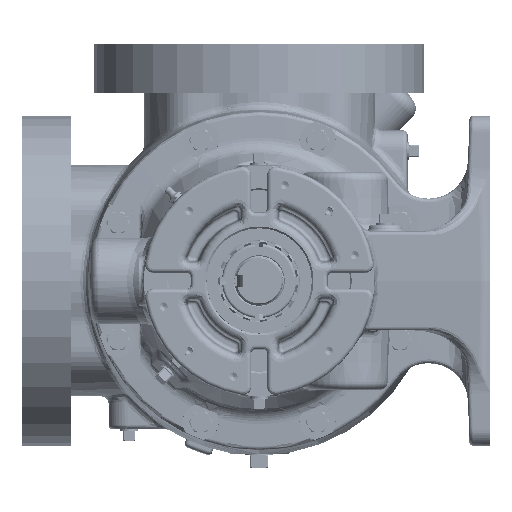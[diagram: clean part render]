
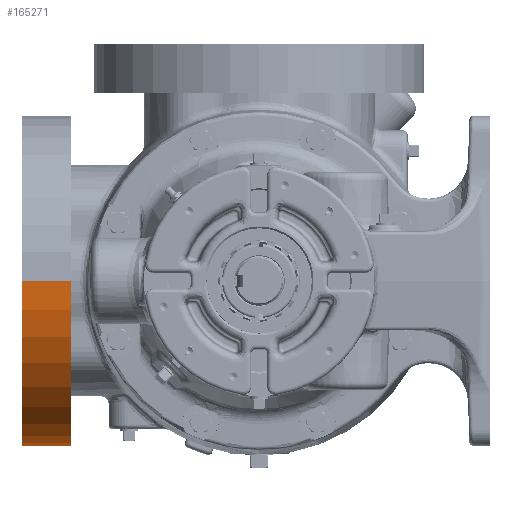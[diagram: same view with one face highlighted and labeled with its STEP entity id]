
A CAD part, left-side view. The second image highlights one B-rep face of the part: STEP entity #165271.
In plain terms, the highlighted cylindrical face has radius 127 mm (diameter 254 mm), a partial arc.
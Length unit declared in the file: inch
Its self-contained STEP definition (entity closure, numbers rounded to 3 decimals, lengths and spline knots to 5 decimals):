
#6272 = CARTESIAN_POINT ( 'NONE',  ( -0.487, 7.1875, 0. ) ) ;
#9851 = DIRECTION ( 'NONE',  ( 0., -1., 0. ) ) ;
#10833 = CARTESIAN_POINT ( 'NONE',  ( -0.487, 5.6875, 0. ) ) ;
#12605 = ORIENTED_EDGE ( 'NONE', *, *, #236153, .T. ) ;
#16807 = VECTOR ( 'NONE', #114609, 39.37008 ) ;
#17060 = LINE ( 'NONE', #99289, #90643 ) ;
#27327 = CARTESIAN_POINT ( 'NONE',  ( 4.513, 5.6875, 0. ) ) ;
#30041 = DIRECTION ( 'NONE',  ( 0., -1., 0. ) ) ;
#33722 = CARTESIAN_POINT ( 'NONE',  ( 9.513, 4.89607, 0. ) ) ;
#44256 = ORIENTED_EDGE ( 'NONE', *, *, #106179, .F. ) ;
#48896 = DIRECTION ( 'NONE',  ( -1., 0., 0. ) ) ;
#54287 = DIRECTION ( 'NONE',  ( -1., 0., 0. ) ) ;
#61025 = EDGE_CURVE ( 'NONE', #153818, #225953, #17060, .T. ) ;
#66862 = CYLINDRICAL_SURFACE ( 'NONE', #84163, 5. ) ;
#68980 = CIRCLE ( 'NONE', #150668, 5. ) ;
#84163 = AXIS2_PLACEMENT_3D ( 'NONE', #220046, #30041, #54287 ) ;
#84579 = CIRCLE ( 'NONE', #200770, 5. ) ;
#90643 = VECTOR ( 'NONE', #124819, 39.37008 ) ;
#92069 = DIRECTION ( 'NONE',  ( -1., 0., 0. ) ) ;
#99289 = CARTESIAN_POINT ( 'NONE',  ( -0.487, 4.89607, 0. ) ) ;
#102281 = CARTESIAN_POINT ( 'NONE',  ( 9.513, 7.1875, 0. ) ) ;
#106179 = EDGE_CURVE ( 'NONE', #225953, #166795, #68980, .T. ) ;
#114609 = DIRECTION ( 'NONE',  ( 0., -1., 0. ) ) ;
#117593 = FACE_OUTER_BOUND ( 'NONE', #213541, .T. ) ;
#124819 = DIRECTION ( 'NONE',  ( 0., -1., 0. ) ) ;
#125296 = EDGE_CURVE ( 'NONE', #153818, #220331, #84579, .T. ) ;
#127505 = ORIENTED_EDGE ( 'NONE', *, *, #125296, .T. ) ;
#150668 = AXIS2_PLACEMENT_3D ( 'NONE', #27327, #210645, #48896 ) ;
#153818 = VERTEX_POINT ( 'NONE', #6272 ) ;
#164050 = ORIENTED_EDGE ( 'NONE', *, *, #61025, .F. ) ;
#165271 = ADVANCED_FACE ( 'NONE', ( #117593 ), #66862, .T. ) ;
#166795 = VERTEX_POINT ( 'NONE', #265114 ) ;
#200770 = AXIS2_PLACEMENT_3D ( 'NONE', #234878, #9851, #92069 ) ;
#210645 = DIRECTION ( 'NONE',  ( 0., -1., 0. ) ) ;
#213541 = EDGE_LOOP ( 'NONE', ( #127505, #12605, #44256, #164050 ) ) ;
#214398 = LINE ( 'NONE', #33722, #16807 ) ;
#220046 = CARTESIAN_POINT ( 'NONE',  ( 4.513, 4.89607, 0. ) ) ;
#220331 = VERTEX_POINT ( 'NONE', #102281 ) ;
#225953 = VERTEX_POINT ( 'NONE', #10833 ) ;
#234878 = CARTESIAN_POINT ( 'NONE',  ( 4.513, 7.1875, 0. ) ) ;
#236153 = EDGE_CURVE ( 'NONE', #220331, #166795, #214398, .T. ) ;
#265114 = CARTESIAN_POINT ( 'NONE',  ( 9.513, 5.6875, 0. ) ) ;
